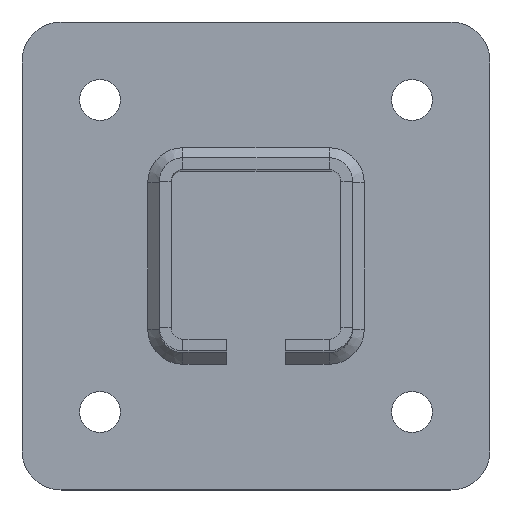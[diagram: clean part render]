
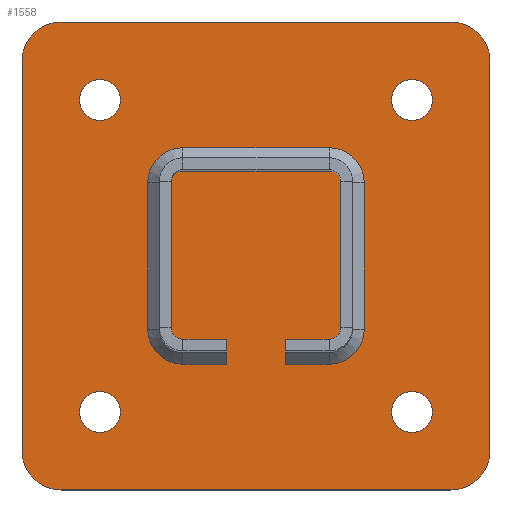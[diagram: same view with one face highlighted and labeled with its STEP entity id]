
A CAD part, top view. The second image highlights one B-rep face of the part: STEP entity #1558.
In plain terms, the highlighted planar face has unit normal (0, 0, 1).
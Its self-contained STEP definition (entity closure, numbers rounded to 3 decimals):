
#23=FACE_BOUND('',#278,.T.);
#24=FACE_BOUND('',#279,.T.);
#25=FACE_BOUND('',#280,.T.);
#26=FACE_BOUND('',#281,.T.);
#69=CIRCLE('',#1719,5.25);
#71=CIRCLE('',#1722,5.25);
#73=CIRCLE('',#1725,5.25);
#75=CIRCLE('',#1728,5.25);
#77=CIRCLE('',#1731,10.);
#79=CIRCLE('',#1735,10.);
#81=CIRCLE('',#1739,10.);
#83=CIRCLE('',#1743,10.);
#184=FACE_OUTER_BOUND('',#277,.T.);
#277=EDGE_LOOP('',(#1170,#1171,#1172,#1173,#1174,#1175,#1176,#1177));
#278=EDGE_LOOP('',(#1178));
#279=EDGE_LOOP('',(#1179));
#280=EDGE_LOOP('',(#1180));
#281=EDGE_LOOP('',(#1181));
#398=LINE('',#2469,#555);
#402=LINE('',#2481,#559);
#406=LINE('',#2493,#563);
#410=LINE('',#2504,#567);
#555=VECTOR('',#1993,10.);
#559=VECTOR('',#2005,10.);
#563=VECTOR('',#2017,10.);
#567=VECTOR('',#2029,10.);
#699=VERTEX_POINT('',#2435);
#701=VERTEX_POINT('',#2441);
#703=VERTEX_POINT('',#2447);
#705=VERTEX_POINT('',#2453);
#707=VERTEX_POINT('',#2459);
#708=VERTEX_POINT('',#2460);
#711=VERTEX_POINT('',#2468);
#713=VERTEX_POINT('',#2474);
#715=VERTEX_POINT('',#2480);
#717=VERTEX_POINT('',#2486);
#719=VERTEX_POINT('',#2492);
#721=VERTEX_POINT('',#2498);
#852=EDGE_CURVE('',#699,#699,#69,.T.);
#855=EDGE_CURVE('',#701,#701,#71,.T.);
#858=EDGE_CURVE('',#703,#703,#73,.T.);
#861=EDGE_CURVE('',#705,#705,#75,.T.);
#864=EDGE_CURVE('',#707,#708,#77,.T.);
#868=EDGE_CURVE('',#708,#711,#398,.T.);
#871=EDGE_CURVE('',#711,#713,#79,.T.);
#874=EDGE_CURVE('',#713,#715,#402,.T.);
#877=EDGE_CURVE('',#715,#717,#81,.T.);
#880=EDGE_CURVE('',#717,#719,#406,.T.);
#883=EDGE_CURVE('',#719,#721,#83,.T.);
#886=EDGE_CURVE('',#721,#707,#410,.T.);
#1170=ORIENTED_EDGE('',*,*,#864,.F.);
#1171=ORIENTED_EDGE('',*,*,#886,.F.);
#1172=ORIENTED_EDGE('',*,*,#883,.F.);
#1173=ORIENTED_EDGE('',*,*,#880,.F.);
#1174=ORIENTED_EDGE('',*,*,#877,.F.);
#1175=ORIENTED_EDGE('',*,*,#874,.F.);
#1176=ORIENTED_EDGE('',*,*,#871,.F.);
#1177=ORIENTED_EDGE('',*,*,#868,.F.);
#1178=ORIENTED_EDGE('',*,*,#852,.T.);
#1179=ORIENTED_EDGE('',*,*,#855,.T.);
#1180=ORIENTED_EDGE('',*,*,#858,.T.);
#1181=ORIENTED_EDGE('',*,*,#861,.T.);
#1483=PLANE('',#1746);
#1558=ADVANCED_FACE('',(#184,#23,#24,#25,#26),#1483,.T.);
#1719=AXIS2_PLACEMENT_3D('',#2436,#1957,#1958);
#1722=AXIS2_PLACEMENT_3D('',#2442,#1964,#1965);
#1725=AXIS2_PLACEMENT_3D('',#2448,#1971,#1972);
#1728=AXIS2_PLACEMENT_3D('',#2454,#1978,#1979);
#1731=AXIS2_PLACEMENT_3D('',#2461,#1985,#1986);
#1735=AXIS2_PLACEMENT_3D('',#2475,#1998,#1999);
#1739=AXIS2_PLACEMENT_3D('',#2487,#2010,#2011);
#1743=AXIS2_PLACEMENT_3D('',#2499,#2022,#2023);
#1746=AXIS2_PLACEMENT_3D('',#2506,#2031,#2032);
#1957=DIRECTION('center_axis',(0.,0.,-1.));
#1958=DIRECTION('ref_axis',(1.,0.,0.));
#1964=DIRECTION('center_axis',(0.,0.,-1.));
#1965=DIRECTION('ref_axis',(1.,0.,0.));
#1971=DIRECTION('center_axis',(0.,0.,-1.));
#1972=DIRECTION('ref_axis',(1.,0.,0.));
#1978=DIRECTION('center_axis',(0.,0.,-1.));
#1979=DIRECTION('ref_axis',(1.,0.,0.));
#1985=DIRECTION('center_axis',(0.,0.,-1.));
#1986=DIRECTION('ref_axis',(-1.,0.,0.));
#1993=DIRECTION('',(0.,-1.,0.));
#1998=DIRECTION('center_axis',(0.,0.,-1.));
#1999=DIRECTION('ref_axis',(0.,1.,0.));
#2005=DIRECTION('',(-1.,0.,0.));
#2010=DIRECTION('center_axis',(0.,0.,-1.));
#2011=DIRECTION('ref_axis',(1.,0.,0.));
#2017=DIRECTION('',(0.,1.,0.));
#2022=DIRECTION('center_axis',(0.,0.,-1.));
#2023=DIRECTION('ref_axis',(0.,-1.,0.));
#2029=DIRECTION('',(1.,0.,0.));
#2031=DIRECTION('center_axis',(0.,0.,1.));
#2032=DIRECTION('ref_axis',(1.,0.,0.));
#2435=CARTESIAN_POINT('',(94.75,20.,6.));
#2436=CARTESIAN_POINT('Origin',(100.,20.,6.));
#2441=CARTESIAN_POINT('',(14.75,20.,6.));
#2442=CARTESIAN_POINT('Origin',(20.,20.,6.));
#2447=CARTESIAN_POINT('',(94.75,100.,6.));
#2448=CARTESIAN_POINT('Origin',(100.,100.,6.));
#2453=CARTESIAN_POINT('',(14.75,100.,6.));
#2454=CARTESIAN_POINT('Origin',(20.,100.,6.));
#2459=CARTESIAN_POINT('',(110.,120.,6.));
#2460=CARTESIAN_POINT('',(120.,110.,6.));
#2461=CARTESIAN_POINT('Origin',(110.,110.,6.));
#2468=CARTESIAN_POINT('',(120.,10.,6.));
#2469=CARTESIAN_POINT('',(120.,110.,6.));
#2474=CARTESIAN_POINT('',(110.,0.,6.));
#2475=CARTESIAN_POINT('Origin',(110.,10.,6.));
#2480=CARTESIAN_POINT('',(10.,0.,6.));
#2481=CARTESIAN_POINT('',(110.,0.,6.));
#2486=CARTESIAN_POINT('',(0.,10.,6.));
#2487=CARTESIAN_POINT('Origin',(10.,10.,6.));
#2492=CARTESIAN_POINT('',(0.,110.,6.));
#2493=CARTESIAN_POINT('',(0.,10.,6.));
#2498=CARTESIAN_POINT('',(10.,120.,6.));
#2499=CARTESIAN_POINT('Origin',(10.,110.,6.));
#2504=CARTESIAN_POINT('',(10.,120.,6.));
#2506=CARTESIAN_POINT('Origin',(60.,60.,6.));
